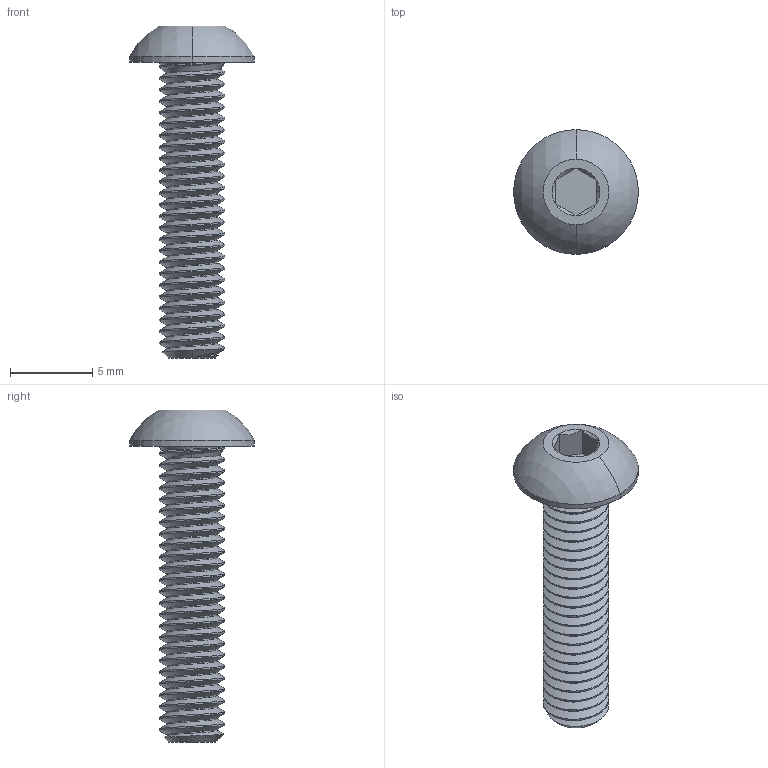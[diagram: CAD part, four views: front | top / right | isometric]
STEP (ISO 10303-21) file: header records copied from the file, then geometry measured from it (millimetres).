
FILE_DESCRIPTION (( 'STEP AP203' ), '1' );
FILE_NAME ('91239A151_Button Head Hex Drive Screw.STEP', '2023-02-03T20:32:27', ( 'Administrator' ), ( 'Managed by Terraform' ), 'SwSTEP 2.0', 'SolidWorks 2017', '' );
FILE_SCHEMA (( 'CONFIG_CONTROL_DESIGN' ));
Length unit declared in the file: millimetre
Products named in the file (1): 91239A151_Button Head Hex Drive Screw
Bounding box: 7.6 x 7.6 x 20.2 mm (x, y, z)
Volume: 242.1 mm3; surface area: 471.4 mm2
Topology: 1 solids, 1 shells, 81 faces, 215 edges, 138 vertices
Faces by surface type: cylinder 53, cone 13, plane 10, bspline 3, sphere 2
Entity records: 5552 total; most frequent: CARTESIAN_POINT 3809, ORIENTED_EDGE 430, DIRECTION 272, EDGE_CURVE 215, VERTEX_POINT 138, AXIS2_PLACEMENT_3D 101, EDGE_LOOP 83, FACE_OUTER_BOUND 81
